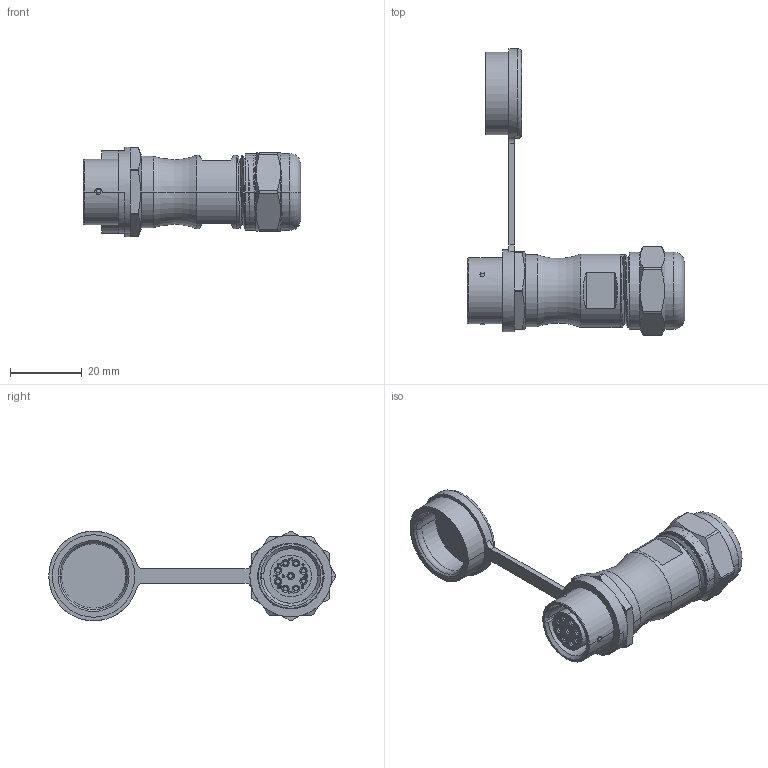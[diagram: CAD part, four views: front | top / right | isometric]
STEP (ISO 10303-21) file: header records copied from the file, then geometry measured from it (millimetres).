
FILE_DESCRIPTION((''),'2;1');
FILE_NAME('SA1611-S9IIB-1','2020-12-24T',('Administrator'),(''),'CREO PARAMETRIC BY PTC INC, 2016130','CREO PARAMETRIC BY PTC INC, 2016130','');
FILE_SCHEMA(('AUTOMOTIVE_DESIGN { 1 0 10303 214 1 1 1 1 }'));
Length unit declared in the file: millimetre
Products named in the file (1): SA1611-S9IIB-1
Bounding box: 60.6 x 79.9 x 25 mm (x, y, z)
Volume: 19430.7 mm3; surface area: 10450.7 mm2
Topology: 1 solids, 3 shells, 435 faces, 1128 edges, 740 vertices
Faces by surface type: plane 178, cylinder 109, extrusion 63, cone 58, bspline 11, torus 10, sphere 6
Entity records: 21272 total; most frequent: CARTESIAN_POINT 10828, ORIENTED_EDGE 2240, DIRECTION 1959, EDGE_CURVE 1120, VERTEX_POINT 740, AXIS2_PLACEMENT_3D 673, VECTOR 613, LINE 550
